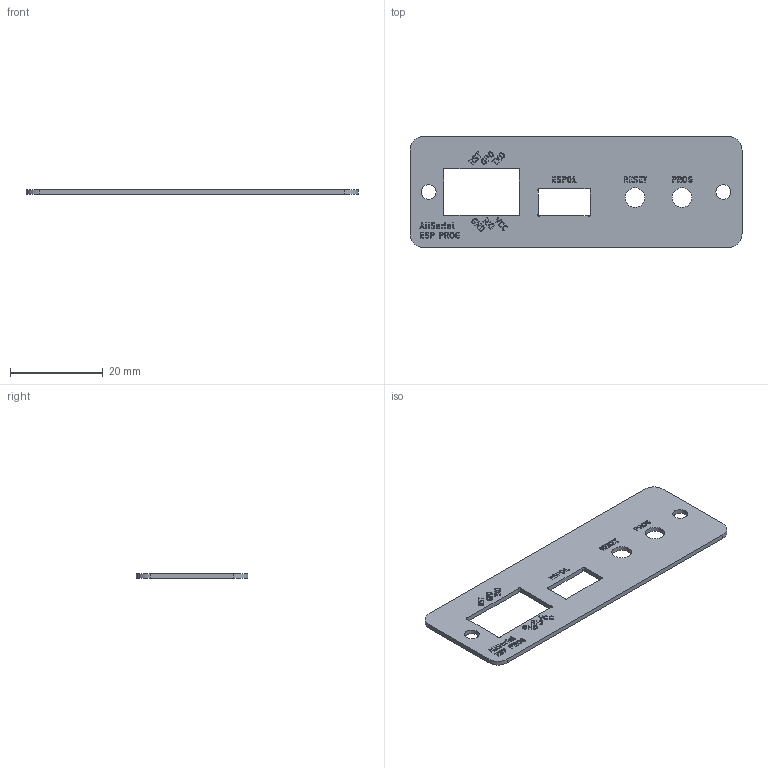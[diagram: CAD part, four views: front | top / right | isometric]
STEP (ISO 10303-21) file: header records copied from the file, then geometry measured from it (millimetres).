
FILE_DESCRIPTION(('KiCad electronic assembly'),'2;1');
FILE_NAME('AllSerial ESP Prog Front.step','2025-07-08T22:24:48',( 'Pcbnew'),('Kicad'),'Open CASCADE STEP processor 7.8', 'KiCad to STEP converter','Unknown');
FILE_SCHEMA(('AUTOMOTIVE_DESIGN { 1 0 10303 214 1 1 1 1 }'));
Length unit declared in the file: millimetre
Products named in the file (4): AllSerial ESP Prog Front 1; AllSerial ESP Prog Front_copper; AllSerial ESP Prog Front_silkscreen; AllSerial ESP Prog Front_PCB
Assembly tree (3 placements, depth 2):
  AllSerial ESP Prog Front 1
    AllSerial ESP Prog Front_copper
    AllSerial ESP Prog Front_silkscreen
    AllSerial ESP Prog Front_PCB
Bounding box: 71.5 x 24 x 1.11 mm (x, y, z)
Volume: 1439.8 mm3; surface area: 3310.5 mm2
Topology: 62 solids, 93 shells, 1345 faces, 4187 edges, 2997 vertices
Faces by surface type: plane 1044, cylinder 301
Full cylindrical faces by diameter (mm): 3.2 x2, 4.2 x2
Entity records: 47214 total; most frequent: CARTESIAN_POINT 8533, ORIENTED_EDGE 7757, DIRECTION 7622, EDGE_CURVE 4187, LINE 3450, VECTOR 3450, VERTEX_POINT 2997, AXIS2_PLACEMENT_3D 2086
